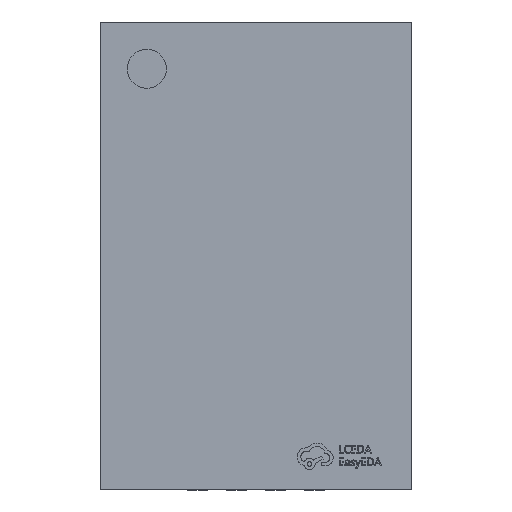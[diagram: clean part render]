
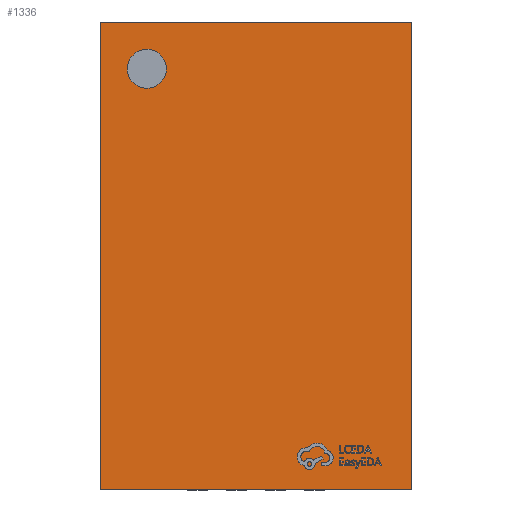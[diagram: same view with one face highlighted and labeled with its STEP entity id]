
A CAD part, top view. The second image highlights one B-rep face of the part: STEP entity #1336.
In plain terms, the highlighted planar face has unit normal (0, 0, 1).
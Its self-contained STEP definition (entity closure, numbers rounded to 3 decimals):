
#1336 = ADVANCED_FACE ( 'NONE', ( #9978, #7457 ), #21195, .T. ) ;
#2156 = EDGE_CURVE ( 'NONE', #24375, #14186, #7639, .T. ) ;
#2196 = ORIENTED_EDGE ( 'NONE', *, *, #2156, .F. ) ;
#2550 = CARTESIAN_POINT ( 'NONE',  ( -2., 3., 0.75 ) ) ;
#3341 = CARTESIAN_POINT ( 'NONE',  ( -2., -3., 0.75 ) ) ;
#3363 = LINE ( 'NONE', #13722, #14148 ) ;
#3777 = DIRECTION ( 'NONE',  ( 0., 0., 1. ) ) ;
#4254 = AXIS2_PLACEMENT_3D ( 'NONE', #20292, #27768, #16951 ) ;
#4804 = VERTEX_POINT ( 'NONE', #33541 ) ;
#5196 = DIRECTION ( 'NONE',  ( 1., 0., 0. ) ) ;
#6192 = LINE ( 'NONE', #23082, #38991 ) ;
#6558 = DIRECTION ( 'NONE',  ( 0., -1., 0. ) ) ;
#7457 = FACE_OUTER_BOUND ( 'NONE', #38371, .T. ) ;
#7639 = CIRCLE ( 'NONE', #12003, 0.25 ) ;
#8724 = AXIS2_PLACEMENT_3D ( 'NONE', #14169, #3777, #13942 ) ;
#8969 = EDGE_CURVE ( 'NONE', #4804, #18573, #6192, .T. ) ;
#9746 = LINE ( 'NONE', #2550, #37873 ) ;
#9978 = FACE_BOUND ( 'NONE', #39647, .T. ) ;
#12003 = AXIS2_PLACEMENT_3D ( 'NONE', #28437, #25294, #5196 ) ;
#13236 = DIRECTION ( 'NONE',  ( -1., 0., 0. ) ) ;
#13722 = CARTESIAN_POINT ( 'NONE',  ( -2., -3., 0.75 ) ) ;
#13942 = DIRECTION ( 'NONE',  ( 1., 0., 0. ) ) ;
#14148 = VECTOR ( 'NONE', #27894, 1000. ) ;
#14169 = CARTESIAN_POINT ( 'NONE',  ( -1.4, 2.4, 0.75 ) ) ;
#14186 = VERTEX_POINT ( 'NONE', #22473 ) ;
#15103 = VERTEX_POINT ( 'NONE', #26622 ) ;
#16591 = CARTESIAN_POINT ( 'NONE',  ( -2., 3., 0.75 ) ) ;
#16951 = DIRECTION ( 'NONE',  ( 1., 0., 0. ) ) ;
#17064 = VERTEX_POINT ( 'NONE', #3341 ) ;
#18053 = CIRCLE ( 'NONE', #8724, 0.25 ) ;
#18573 = VERTEX_POINT ( 'NONE', #41488 ) ;
#18938 = ORIENTED_EDGE ( 'NONE', *, *, #30894, .T. ) ;
#20292 = CARTESIAN_POINT ( 'NONE',  ( 0., 0., 0.75 ) ) ;
#21195 = PLANE ( 'NONE',  #4254 ) ;
#22473 = CARTESIAN_POINT ( 'NONE',  ( -1.15, 2.4, 0.75 ) ) ;
#23082 = CARTESIAN_POINT ( 'NONE',  ( 2., 3., 0.75 ) ) ;
#24375 = VERTEX_POINT ( 'NONE', #42070 ) ;
#25294 = DIRECTION ( 'NONE',  ( 0., 0., 1. ) ) ;
#26622 = CARTESIAN_POINT ( 'NONE',  ( -2., 3., 0.75 ) ) ;
#26955 = EDGE_CURVE ( 'NONE', #15103, #17064, #9746, .T. ) ;
#27768 = DIRECTION ( 'NONE',  ( 0., 0., 1. ) ) ;
#27894 = DIRECTION ( 'NONE',  ( 1., 0., 0. ) ) ;
#28437 = CARTESIAN_POINT ( 'NONE',  ( -1.4, 2.4, 0.75 ) ) ;
#29601 = VECTOR ( 'NONE', #13236, 1000. ) ;
#30171 = ORIENTED_EDGE ( 'NONE', *, *, #42540, .F. ) ;
#30894 = EDGE_CURVE ( 'NONE', #18573, #15103, #44310, .T. ) ;
#33276 = DIRECTION ( 'NONE',  ( 0., 1., 0. ) ) ;
#33541 = CARTESIAN_POINT ( 'NONE',  ( 2., -3., 0.75 ) ) ;
#34402 = EDGE_CURVE ( 'NONE', #17064, #4804, #3363, .T. ) ;
#35567 = ORIENTED_EDGE ( 'NONE', *, *, #8969, .T. ) ;
#35881 = ORIENTED_EDGE ( 'NONE', *, *, #34402, .T. ) ;
#37873 = VECTOR ( 'NONE', #6558, 1000. ) ;
#38371 = EDGE_LOOP ( 'NONE', ( #35567, #18938, #44713, #35881 ) ) ;
#38991 = VECTOR ( 'NONE', #33276, 1000. ) ;
#39647 = EDGE_LOOP ( 'NONE', ( #30171, #2196 ) ) ;
#41488 = CARTESIAN_POINT ( 'NONE',  ( 2., 3., 0.75 ) ) ;
#42070 = CARTESIAN_POINT ( 'NONE',  ( -1.65, 2.4, 0.75 ) ) ;
#42540 = EDGE_CURVE ( 'NONE', #14186, #24375, #18053, .T. ) ;
#44310 = LINE ( 'NONE', #16591, #29601 ) ;
#44713 = ORIENTED_EDGE ( 'NONE', *, *, #26955, .T. ) ;
